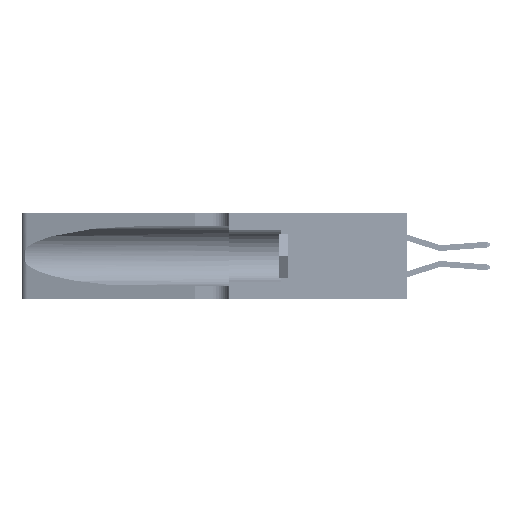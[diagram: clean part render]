
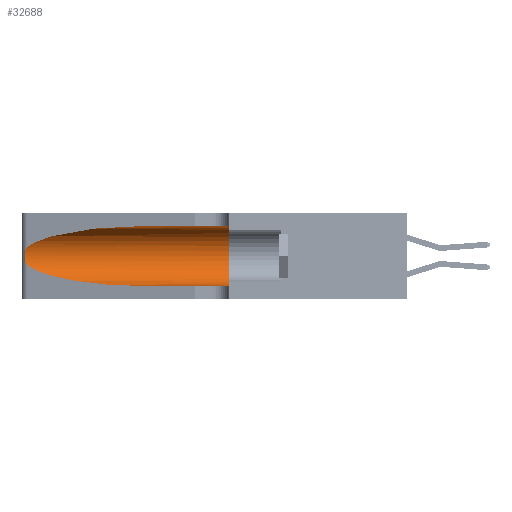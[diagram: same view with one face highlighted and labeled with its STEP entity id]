
A CAD part, left-side view. The second image highlights one B-rep face of the part: STEP entity #32688.
In plain terms, the highlighted cylindrical face has radius 3.308 mm (diameter 6.617 mm), a partial arc.
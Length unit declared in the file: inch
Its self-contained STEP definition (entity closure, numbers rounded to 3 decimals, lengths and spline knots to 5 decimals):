
#36 = CARTESIAN_POINT ( 'NONE',  ( 0.25487, 1.22718, 0.14631 ) ) ;
#186 = ORIENTED_EDGE ( 'NONE', *, *, #6696, .T. ) ;
#291 = VERTEX_POINT ( 'NONE', #10292 ) ;
#1509 = CARTESIAN_POINT ( 'NONE',  ( 0.26017, 1.23833, 0.17102 ) ) ;
#1603 = VECTOR ( 'NONE', #49049, 39.37008 ) ;
#3208 =( BOUNDED_CURVE ( )  B_SPLINE_CURVE ( 3, ( #4216, #16693, #12654, #41530 ),
 .UNSPECIFIED., .F., .F. ) 
 B_SPLINE_CURVE_WITH_KNOTS ( ( 4, 4 ),
 ( 1.5708, 2.84003 ),
 .UNSPECIFIED. ) 
 CURVE ( )  GEOMETRIC_REPRESENTATION_ITEM ( )  RATIONAL_B_SPLINE_CURVE ( ( 1., 0.87, 0.87, 1. ) ) 
 REPRESENTATION_ITEM ( '' )  );
#4216 = CARTESIAN_POINT ( 'NONE',  ( 0.1305, 0.72297, 0.31525 ) ) ;
#4439 = ORIENTED_EDGE ( 'NONE', *, *, #11288, .T. ) ;
#5677 = CARTESIAN_POINT ( 'NONE',  ( 0.25789, 1.23486, 0.15765 ) ) ;
#6616 = CARTESIAN_POINT ( 'NONE',  ( 0.18966, 0.96281, 0.05475 ) ) ;
#6696 = EDGE_CURVE ( 'NONE', #17105, #21467, #22662, .T. ) ;
#8032 = EDGE_CURVE ( 'NONE', #21467, #38799, #43685, .T. ) ;
#8631 = AXIS2_PLACEMENT_3D ( 'NONE', #35754, #10976, #39873 ) ;
#8959 = B_SPLINE_CURVE_WITH_KNOTS ( 'NONE', 3,
 ( #38648, #9720, #42786, #18108, #46898, #22323, #51039, #26491, #1509, #30610, #5677, #34711, #9908, #38812 ),
 .UNSPECIFIED., .F., .F.,
 ( 4, 2, 2, 2, 2, 2, 4 ),
 ( 0., 0.00027, 0.00053, 0.00107, 0.0016, 0.00187, 0.00214 ),
 .UNSPECIFIED. ) ;
#9720 = CARTESIAN_POINT ( 'NONE',  ( 0.25555, 1.22994, 0.2215 ) ) ;
#9908 = CARTESIAN_POINT ( 'NONE',  ( 0.25555, 1.22993, 0.14849 ) ) ;
#10292 = CARTESIAN_POINT ( 'NONE',  ( 0.25487, 1.22718, 0.22369 ) ) ;
#10976 = DIRECTION ( 'NONE',  ( 0., 1., 0. ) ) ;
#11288 = EDGE_CURVE ( 'NONE', #40101, #291, #3208, .T. ) ;
#11552 = ORIENTED_EDGE ( 'NONE', *, *, #8032, .T. ) ;
#12157 = AXIS2_PLACEMENT_3D ( 'NONE', #26647, #43137, #38987 ) ;
#12654 = CARTESIAN_POINT ( 'NONE',  ( 0.2373, 1.15595, 0.28018 ) ) ;
#15701 = CARTESIAN_POINT ( 'NONE',  ( 0.1305, 0.35, 0.31525 ) ) ;
#16134 = CARTESIAN_POINT ( 'NONE',  ( 0.1305, 1.61858, 0.31525 ) ) ;
#16693 = CARTESIAN_POINT ( 'NONE',  ( 0.18966, 0.96281, 0.31525 ) ) ;
#17105 = VERTEX_POINT ( 'NONE', #36 ) ;
#18108 = CARTESIAN_POINT ( 'NONE',  ( 0.25787, 1.23484, 0.2124 ) ) ;
#19194 = ORIENTED_EDGE ( 'NONE', *, *, #49735, .F. ) ;
#19241 = CARTESIAN_POINT ( 'NONE',  ( 0.1305, 0.72297, 0.05475 ) ) ;
#21467 = VERTEX_POINT ( 'NONE', #22626 ) ;
#21852 = VECTOR ( 'NONE', #36214, 39.37008 ) ;
#22323 = CARTESIAN_POINT ( 'NONE',  ( 0.26018, 1.23835, 0.19895 ) ) ;
#22626 = CARTESIAN_POINT ( 'NONE',  ( 0.1305, 0.72297, 0.05475 ) ) ;
#22662 =( BOUNDED_CURVE ( )  B_SPLINE_CURVE ( 3, ( #43858, #39737, #6616, #19241 ),
 .UNSPECIFIED., .F., .F. ) 
 B_SPLINE_CURVE_WITH_KNOTS ( ( 4, 4 ),
 ( 3.44316, 4.71239 ),
 .UNSPECIFIED. ) 
 CURVE ( )  GEOMETRIC_REPRESENTATION_ITEM ( )  RATIONAL_B_SPLINE_CURVE ( ( 1., 0.87, 0.87, 1. ) ) 
 REPRESENTATION_ITEM ( '' )  );
#22771 = CIRCLE ( 'NONE', #8631, 0.13025 ) ;
#25502 = ORIENTED_EDGE ( 'NONE', *, *, #37828, .F. ) ;
#26491 = CARTESIAN_POINT ( 'NONE',  ( 0.26075, 1.23896, 0.178 ) ) ;
#26547 = EDGE_CURVE ( 'NONE', #291, #17105, #8959, .T. ) ;
#26647 = CARTESIAN_POINT ( 'NONE',  ( 0.1305, 1.61858, 0.185 ) ) ;
#28196 = CARTESIAN_POINT ( 'NONE',  ( 0.1305, 1.61858, 0.05475 ) ) ;
#28729 = CYLINDRICAL_SURFACE ( 'NONE', #12157, 0.13025 ) ;
#30610 = CARTESIAN_POINT ( 'NONE',  ( 0.25856, 1.23593, 0.16098 ) ) ;
#32688 = ADVANCED_FACE ( 'NONE', ( #50517 ), #28729, .F. ) ;
#34711 = CARTESIAN_POINT ( 'NONE',  ( 0.25639, 1.23186, 0.15144 ) ) ;
#34713 = LINE ( 'NONE', #16134, #1603 ) ;
#34772 = CARTESIAN_POINT ( 'NONE',  ( 0.1305, 0.35, 0.05475 ) ) ;
#35754 = CARTESIAN_POINT ( 'NONE',  ( 0.1305, 0.35, 0.185 ) ) ;
#36214 = DIRECTION ( 'NONE',  ( 0., -1., 0. ) ) ;
#37828 = EDGE_CURVE ( 'NONE', #40101, #47199, #34713, .T. ) ;
#38648 = CARTESIAN_POINT ( 'NONE',  ( 0.25487, 1.22718, 0.22369 ) ) ;
#38799 = VERTEX_POINT ( 'NONE', #34772 ) ;
#38812 = CARTESIAN_POINT ( 'NONE',  ( 0.25487, 1.22718, 0.14631 ) ) ;
#38987 = DIRECTION ( 'NONE',  ( 0., 0., -1. ) ) ;
#39737 = CARTESIAN_POINT ( 'NONE',  ( 0.2373, 1.15595, 0.08982 ) ) ;
#39873 = DIRECTION ( 'NONE',  ( 0., 0., 1. ) ) ;
#40101 = VERTEX_POINT ( 'NONE', #52859 ) ;
#41530 = CARTESIAN_POINT ( 'NONE',  ( 0.25487, 1.22718, 0.22369 ) ) ;
#42786 = CARTESIAN_POINT ( 'NONE',  ( 0.25639, 1.23184, 0.21858 ) ) ;
#43137 = DIRECTION ( 'NONE',  ( 0., -1., 0. ) ) ;
#43685 = LINE ( 'NONE', #28196, #21852 ) ;
#43858 = CARTESIAN_POINT ( 'NONE',  ( 0.25487, 1.22718, 0.14631 ) ) ;
#46898 = CARTESIAN_POINT ( 'NONE',  ( 0.25854, 1.2359, 0.20912 ) ) ;
#47199 = VERTEX_POINT ( 'NONE', #15701 ) ;
#49049 = DIRECTION ( 'NONE',  ( 0., -1., 0. ) ) ;
#49735 = EDGE_CURVE ( 'NONE', #47199, #38799, #22771, .T. ) ;
#50517 = FACE_OUTER_BOUND ( 'NONE', #51749, .T. ) ;
#51039 = CARTESIAN_POINT ( 'NONE',  ( 0.26075, 1.23896, 0.19203 ) ) ;
#51749 = EDGE_LOOP ( 'NONE', ( #4439, #52273, #186, #11552, #19194, #25502 ) ) ;
#52273 = ORIENTED_EDGE ( 'NONE', *, *, #26547, .T. ) ;
#52859 = CARTESIAN_POINT ( 'NONE',  ( 0.1305, 0.72297, 0.31525 ) ) ;
